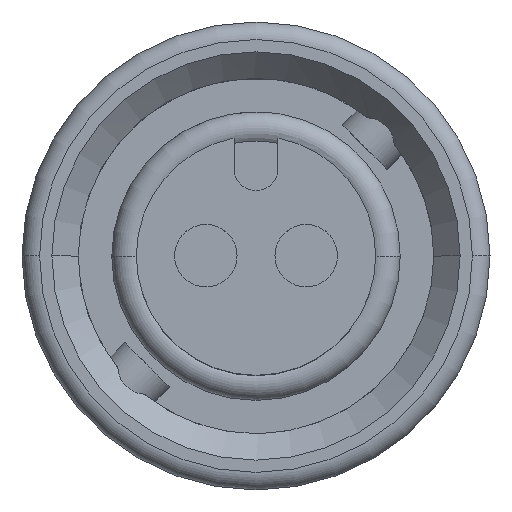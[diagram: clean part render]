
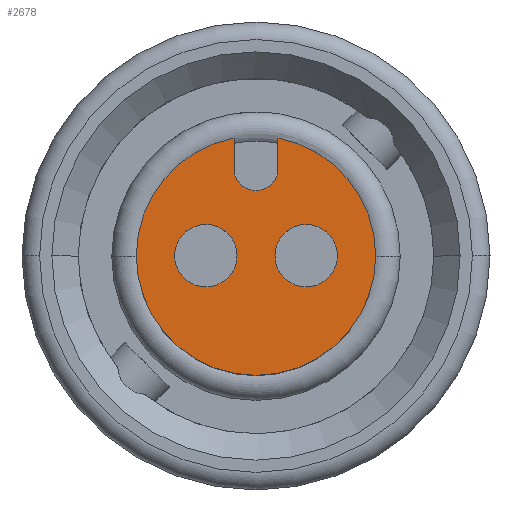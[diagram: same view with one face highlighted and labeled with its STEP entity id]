
A CAD part, top view. The second image highlights one B-rep face of the part: STEP entity #2678.
In plain terms, the highlighted planar face has unit normal (0, 0, 1).
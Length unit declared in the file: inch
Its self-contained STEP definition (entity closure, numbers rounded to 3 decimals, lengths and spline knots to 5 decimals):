
#396 = AXIS2_PLACEMENT_3D ( 'NONE', #1924, #1920, #1918 ) ;
#545 = AXIS2_PLACEMENT_3D ( 'NONE', #1307, #1312, #1339 ) ;
#585 = AXIS2_PLACEMENT_3D ( 'NONE', #1633, #1632, #1631 ) ;
#612 = AXIS2_PLACEMENT_3D ( 'NONE', #1435, #1409, #1418 ) ;
#642 = AXIS2_PLACEMENT_3D ( 'NONE', #5966, #5961, #5960 ) ;
#722 = AXIS2_PLACEMENT_3D ( 'NONE', #5407, #5276, #5651 ) ;
#733 = VECTOR ( 'NONE', #5130, 39.37008 ) ;
#769 = FACE_OUTER_BOUND ( 'NONE', #4318, .T. ) ;
#772 = FACE_BOUND ( 'NONE', #4319, .T. ) ;
#775 = AXIS2_PLACEMENT_3D ( 'NONE', #5539, #5543, #5547 ) ;
#777 = FACE_BOUND ( 'NONE', #4320, .T. ) ;
#856 = AXIS2_PLACEMENT_3D ( 'NONE', #5459, #5461, #5454 ) ;
#960 = AXIS2_PLACEMENT_3D ( 'NONE', #5087, #5189, #4680 ) ;
#984 = VECTOR ( 'NONE', #1360, 39.37008 ) ;
#1307 = CARTESIAN_POINT ( 'NONE',  ( 0., 0., 0.9 ) ) ;
#1312 = DIRECTION ( 'NONE',  ( 0., 0., -1. ) ) ;
#1337 = LINE ( 'NONE', #1357, #984 ) ;
#1339 = DIRECTION ( 'NONE',  ( -1., 0., 0. ) ) ;
#1357 = CARTESIAN_POINT ( 'NONE',  ( -0.025, 0.099, 0.9 ) ) ;
#1360 = DIRECTION ( 'NONE',  ( 0., 1., 0. ) ) ;
#1409 = DIRECTION ( 'NONE',  ( 0., 0., -1. ) ) ;
#1418 = DIRECTION ( 'NONE',  ( 1., 0., 0. ) ) ;
#1435 = CARTESIAN_POINT ( 'NONE',  ( 0.057, 0., 0.9 ) ) ;
#1631 = DIRECTION ( 'NONE',  ( -1., 0., 0. ) ) ;
#1632 = DIRECTION ( 'NONE',  ( 0., 0., -1. ) ) ;
#1633 = CARTESIAN_POINT ( 'NONE',  ( 0., 0., 0.9 ) ) ;
#1918 = DIRECTION ( 'NONE',  ( -1., 0., 0. ) ) ;
#1920 = DIRECTION ( 'NONE',  ( 0., 0., -1. ) ) ;
#1924 = CARTESIAN_POINT ( 'NONE',  ( 0., 0., 0.9 ) ) ;
#2067 = CIRCLE ( 'NONE', #396, 0.136 ) ;
#2258 = EDGE_CURVE ( 'NONE', #3360, #3583, #2067, .T. ) ;
#2291 = CIRCLE ( 'NONE', #856, 0.0355 ) ;
#2343 = EDGE_CURVE ( 'NONE', #3672, #3604, #2465, .T. ) ;
#2395 = EDGE_CURVE ( 'NONE', #3727, #3580, #2715, .T. ) ;
#2405 = EDGE_CURVE ( 'NONE', #3536, #3583, #1337, .T. ) ;
#2409 = EDGE_CURVE ( 'NONE', #3604, #3360, #2655, .T. ) ;
#2442 = CIRCLE ( 'NONE', #960, 0.0355 ) ;
#2465 = CIRCLE ( 'NONE', #585, 0.136 ) ;
#2553 = EDGE_CURVE ( 'NONE', #3580, #3727, #2442, .T. ) ;
#2619 = EDGE_CURVE ( 'NONE', #3592, #3231, #2291, .T. ) ;
#2655 = CIRCLE ( 'NONE', #545, 0.136 ) ;
#2678 = ADVANCED_FACE ( 'NONE', ( #777, #772, #769 ), #5537, .T. ) ;
#2689 = CIRCLE ( 'NONE', #722, 0.025 ) ;
#2710 = EDGE_CURVE ( 'NONE', #3672, #3393, #4563, .T. ) ;
#2715 = CIRCLE ( 'NONE', #612, 0.0355 ) ;
#2718 = EDGE_CURVE ( 'NONE', #3393, #3536, #2689, .T. ) ;
#2782 = EDGE_CURVE ( 'NONE', #3231, #3592, #2792, .T. ) ;
#2792 = CIRCLE ( 'NONE', #642, 0.0355 ) ;
#3231 = VERTEX_POINT ( 'NONE', #6659 ) ;
#3360 = VERTEX_POINT ( 'NONE', #6721 ) ;
#3393 = VERTEX_POINT ( 'NONE', #6223 ) ;
#3495 = ORIENTED_EDGE ( 'NONE', *, *, #2343, .F. ) ;
#3527 = ORIENTED_EDGE ( 'NONE', *, *, #2553, .T. ) ;
#3536 = VERTEX_POINT ( 'NONE', #6635 ) ;
#3563 = ORIENTED_EDGE ( 'NONE', *, *, #2619, .T. ) ;
#3569 = ORIENTED_EDGE ( 'NONE', *, *, #2258, .F. ) ;
#3580 = VERTEX_POINT ( 'NONE', #6693 ) ;
#3583 = VERTEX_POINT ( 'NONE', #6699 ) ;
#3592 = VERTEX_POINT ( 'NONE', #6685 ) ;
#3604 = VERTEX_POINT ( 'NONE', #6669 ) ;
#3622 = ORIENTED_EDGE ( 'NONE', *, *, #2409, .F. ) ;
#3637 = ORIENTED_EDGE ( 'NONE', *, *, #2782, .T. ) ;
#3645 = ORIENTED_EDGE ( 'NONE', *, *, #2710, .T. ) ;
#3672 = VERTEX_POINT ( 'NONE', #6525 ) ;
#3674 = ORIENTED_EDGE ( 'NONE', *, *, #2395, .T. ) ;
#3681 = ORIENTED_EDGE ( 'NONE', *, *, #2718, .T. ) ;
#3710 = ORIENTED_EDGE ( 'NONE', *, *, #2405, .T. ) ;
#3727 = VERTEX_POINT ( 'NONE', #6564 ) ;
#4318 = EDGE_LOOP ( 'NONE', ( #3495, #3645, #3681, #3710, #3569, #3622 ) ) ;
#4319 = EDGE_LOOP ( 'NONE', ( #3527, #3674 ) ) ;
#4320 = EDGE_LOOP ( 'NONE', ( #3637, #3563 ) ) ;
#4536 = CARTESIAN_POINT ( 'NONE',  ( 0.025, 0., 0.9 ) ) ;
#4563 = LINE ( 'NONE', #4536, #733 ) ;
#4680 = DIRECTION ( 'NONE',  ( 1., 0., 0. ) ) ;
#5087 = CARTESIAN_POINT ( 'NONE',  ( 0.057, 0., 0.9 ) ) ;
#5130 = DIRECTION ( 'NONE',  ( 0., -1., 0. ) ) ;
#5189 = DIRECTION ( 'NONE',  ( 0., 0., -1. ) ) ;
#5276 = DIRECTION ( 'NONE',  ( 0., 0., -1. ) ) ;
#5407 = CARTESIAN_POINT ( 'NONE',  ( 0., 0.099, 0.9 ) ) ;
#5454 = DIRECTION ( 'NONE',  ( 1., 0., 0. ) ) ;
#5459 = CARTESIAN_POINT ( 'NONE',  ( -0.057, 0., 0.9 ) ) ;
#5461 = DIRECTION ( 'NONE',  ( 0., 0., -1. ) ) ;
#5537 = PLANE ( 'NONE',  #775 ) ;
#5539 = CARTESIAN_POINT ( 'NONE',  ( 0., 0., 0.9 ) ) ;
#5543 = DIRECTION ( 'NONE',  ( 0., 0., 1. ) ) ;
#5547 = DIRECTION ( 'NONE',  ( 1., 0., 0. ) ) ;
#5651 = DIRECTION ( 'NONE',  ( 1., 0., 0. ) ) ;
#5960 = DIRECTION ( 'NONE',  ( 1., 0., 0. ) ) ;
#5961 = DIRECTION ( 'NONE',  ( 0., 0., -1. ) ) ;
#5966 = CARTESIAN_POINT ( 'NONE',  ( -0.057, 0., 0.9 ) ) ;
#6223 = CARTESIAN_POINT ( 'NONE',  ( 0.025, 0.099, 0.9 ) ) ;
#6525 = CARTESIAN_POINT ( 'NONE',  ( 0.025, 0.13368, 0.9 ) ) ;
#6564 = CARTESIAN_POINT ( 'NONE',  ( 0.0215, 0., 0.9 ) ) ;
#6635 = CARTESIAN_POINT ( 'NONE',  ( -0.025, 0.099, 0.9 ) ) ;
#6659 = CARTESIAN_POINT ( 'NONE',  ( -0.0215, 0., 0.9 ) ) ;
#6669 = CARTESIAN_POINT ( 'NONE',  ( 0.136, 0., 0.9 ) ) ;
#6685 = CARTESIAN_POINT ( 'NONE',  ( -0.0925, 0., 0.9 ) ) ;
#6693 = CARTESIAN_POINT ( 'NONE',  ( 0.0925, 0., 0.9 ) ) ;
#6699 = CARTESIAN_POINT ( 'NONE',  ( -0.025, 0.13368, 0.9 ) ) ;
#6721 = CARTESIAN_POINT ( 'NONE',  ( -0.136, 0., 0.9 ) ) ;
